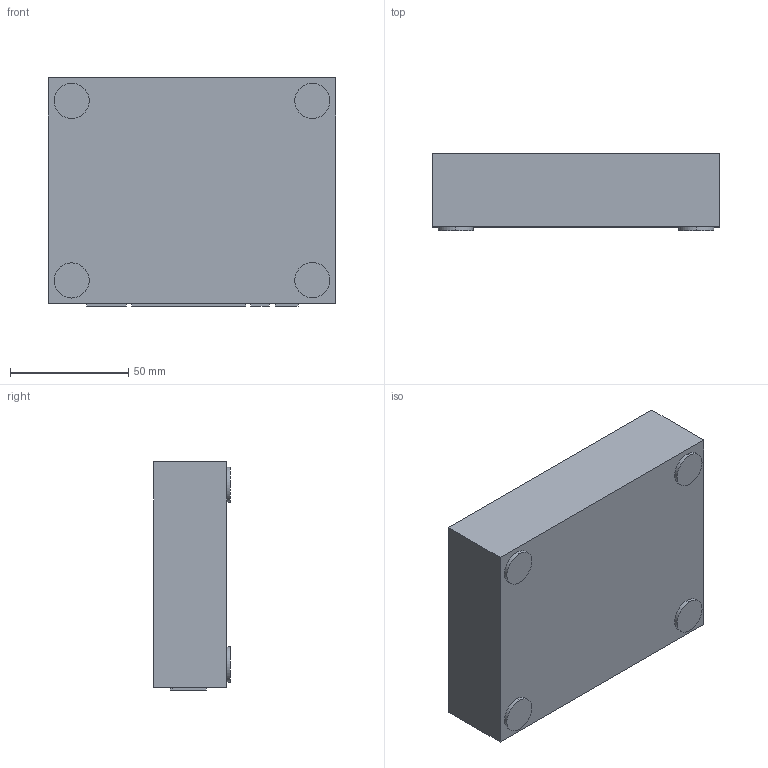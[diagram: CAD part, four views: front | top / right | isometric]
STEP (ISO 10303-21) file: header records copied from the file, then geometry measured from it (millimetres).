
FILE_DESCRIPTION (( 'STEP AP203' ), '1' );
FILE_NAME ('TAU-2M.IP.STEP', '2022-09-29T06:02:24', ( '' ), ( '' ), 'SwSTEP 2.0', 'SolidWorks 2021', '' );
FILE_SCHEMA (( 'CONFIG_CONTROL_DESIGN' ));
Length unit declared in the file: millimetre
Products named in the file (1): TAU-2M.IP
Bounding box: 121.95 x 32.6 x 96.71 mm (x, y, z)
Volume: 364699.9 mm3; surface area: 37622.6 mm2
Topology: 1 solids, 1 shells, 122 faces, 324 edges, 216 vertices
Faces by surface type: plane 114, cylinder 8
Entity records: 3801 total; most frequent: CARTESIAN_POINT 663, ORIENTED_EDGE 648, DIRECTION 586, EDGE_CURVE 324, LINE 308, VECTOR 308, VERTEX_POINT 216, AXIS2_PLACEMENT_3D 139
